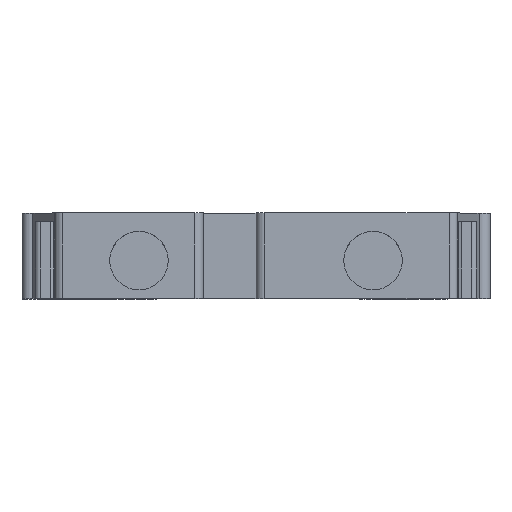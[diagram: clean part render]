
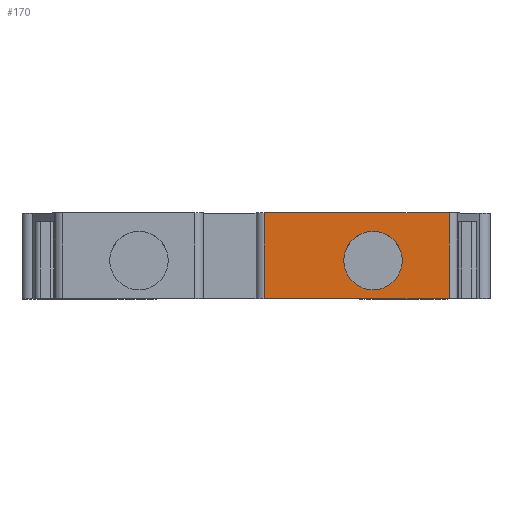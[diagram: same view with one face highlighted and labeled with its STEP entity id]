
A CAD part, top view. The second image highlights one B-rep face of the part: STEP entity #170.
In plain terms, the highlighted planar face has unit normal (0, 0, 1).
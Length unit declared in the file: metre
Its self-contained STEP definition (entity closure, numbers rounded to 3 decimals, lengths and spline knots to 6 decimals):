
#170 = ADVANCED_FACE( '', ( #393, #394 ), #395, .T. );
#393 = FACE_BOUND( '', #639, .T. );
#394 = FACE_OUTER_BOUND( '', #640, .T. );
#395 = PLANE( '', #641 );
#639 = EDGE_LOOP( '', ( #1469 ) );
#640 = EDGE_LOOP( '', ( #1470, #1471, #1472, #1473 ) );
#641 = AXIS2_PLACEMENT_3D( '', #1474, #1475, #1476 );
#1469 = ORIENTED_EDGE( '', *, *, #1709, .F. );
#1470 = ORIENTED_EDGE( '', *, *, #1723, .F. );
#1471 = ORIENTED_EDGE( '', *, *, #1873, .F. );
#1472 = ORIENTED_EDGE( '', *, *, #1769, .T. );
#1473 = ORIENTED_EDGE( '', *, *, #1864, .T. );
#1474 = CARTESIAN_POINT( '', ( 0.0005, -0.00255, 0.013602 ) );
#1475 = DIRECTION( '', ( 0., 0., 1. ) );
#1476 = DIRECTION( '', ( 1., 0., 0. ) );
#1709 = EDGE_CURVE( '', #2074, #2074, #2075, .T. );
#1723 = EDGE_CURVE( '', #2101, #2103, #2104, .T. );
#1769 = EDGE_CURVE( '', #2193, #2191, #2194, .T. );
#1864 = EDGE_CURVE( '', #2191, #2103, #2338, .T. );
#1873 = EDGE_CURVE( '', #2193, #2101, #2353, .T. );
#2074 = VERTEX_POINT( '', #2638 );
#2075 = CIRCLE( '', #2639, 0.00175 );
#2101 = VERTEX_POINT( '', #2671 );
#2103 = VERTEX_POINT( '', #2673 );
#2104 = LINE( '', #2674, #2675 );
#2191 = VERTEX_POINT( '', #2787 );
#2193 = VERTEX_POINT( '', #2789 );
#2194 = LINE( '', #2790, #2791 );
#2338 = LINE( '', #3008, #3009 );
#2353 = LINE( '', #3032, #3033 );
#2638 = CARTESIAN_POINT( '', ( 0.008752, -0.0003, 0.013602 ) );
#2639 = AXIS2_PLACEMENT_3D( '', #3239, #3240, #3241 );
#2671 = CARTESIAN_POINT( '', ( 0.0005, 0.00255, 0.013602 ) );
#2673 = CARTESIAN_POINT( '', ( 0.011559, 0.00255, 0.013602 ) );
#2674 = CARTESIAN_POINT( '', ( 0.0005, 0.00255, 0.013602 ) );
#2675 = VECTOR( '', #3269, 1. );
#2787 = CARTESIAN_POINT( '', ( 0.011559, -0.00255, 0.013602 ) );
#2789 = CARTESIAN_POINT( '', ( 0.0005, -0.00255, 0.013602 ) );
#2790 = CARTESIAN_POINT( '', ( 0.0005, -0.00255, 0.013602 ) );
#2791 = VECTOR( '', #3355, 1. );
#3008 = CARTESIAN_POINT( '', ( 0.011559, -0.00255, 0.013602 ) );
#3009 = VECTOR( '', #3492, 1. );
#3032 = CARTESIAN_POINT( '', ( 0.0005, -0.00255, 0.013602 ) );
#3033 = VECTOR( '', #3501, 1. );
#3239 = CARTESIAN_POINT( '', ( 0.007002, -0.0003, 0.013602 ) );
#3240 = DIRECTION( '', ( 0., 0., 1. ) );
#3241 = DIRECTION( '', ( 1., 0., 0. ) );
#3269 = DIRECTION( '', ( 1., 0., 0. ) );
#3355 = DIRECTION( '', ( 1., 0., 0. ) );
#3492 = DIRECTION( '', ( 0., 1., 0. ) );
#3501 = DIRECTION( '', ( 0., 1., 0. ) );
